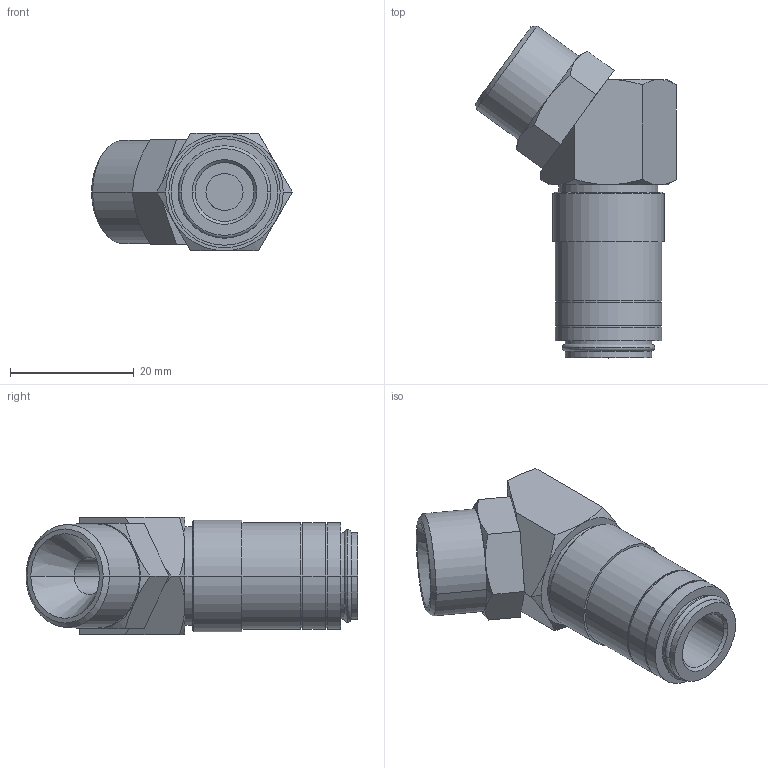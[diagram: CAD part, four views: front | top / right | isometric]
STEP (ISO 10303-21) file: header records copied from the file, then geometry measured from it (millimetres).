
FILE_DESCRIPTION(('STEP AP214'),'1');
FILE_NAME('esdm_38_a-45ab.stp','2020-04-22T06:12:18',('TraceParts'),('TraceParts S.A.'),'Spatial InterOp 3D',' ',' ');
FILE_SCHEMA(('automotive_design'));
Length unit declared in the file: millimetre
Products named in the file (1): 1
Bounding box: 32.44 x 53.66 x 19 mm (x, y, z)
Volume: 11768.5 mm3; surface area: 5224.1 mm2
Topology: 1 solids, 1 shells, 92 faces, 205 edges, 125 vertices
Faces by surface type: plane 34, cone 28, cylinder 26, torus 4
Entity records: 3329 total; most frequent: CARTESIAN_POINT 551, DIRECTION 451, ORIENTED_EDGE 410, EDGE_CURVE 205, AXIS2_PLACEMENT_3D 185, VERTEX_POINT 125, EDGE_LOOP 104, STYLED_ITEM 92
